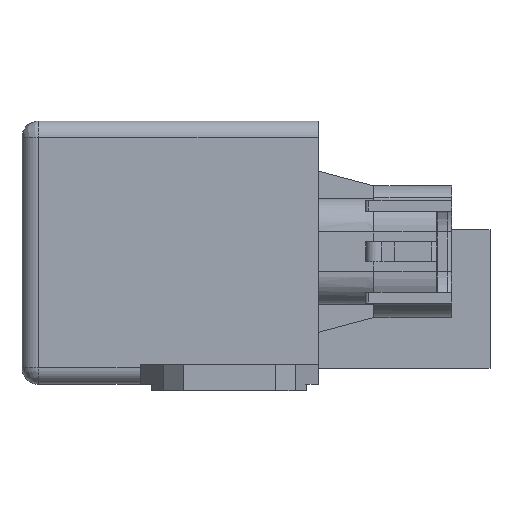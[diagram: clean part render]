
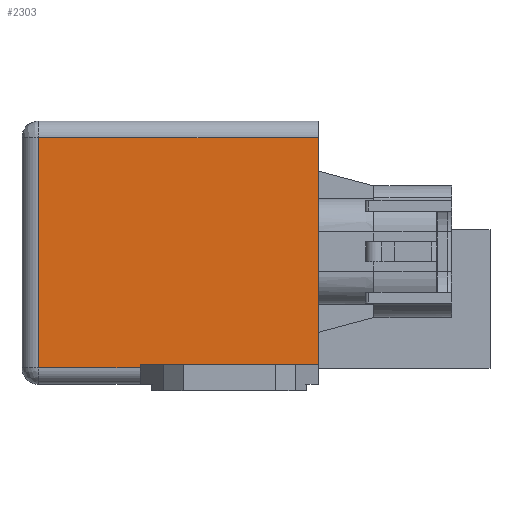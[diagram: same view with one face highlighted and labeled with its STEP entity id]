
A CAD part, left-side view. The second image highlights one B-rep face of the part: STEP entity #2303.
In plain terms, the highlighted free-form (B-spline) face has degree [1, 1] with [2, 2] control points.
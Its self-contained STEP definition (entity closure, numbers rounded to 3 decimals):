
#2303 = ADVANCED_FACE('',(#2304),#2354,.T.);
#2304 = FACE_BOUND('',#2305,.T.);
#2305 = EDGE_LOOP('',(#2306,#2316,#2324,#2332,#2340,#2348));
#2306 = ORIENTED_EDGE('',*,*,#2307,.T.);
#2307 = EDGE_CURVE('',#2308,#2310,#2312,.T.);
#2308 = VERTEX_POINT('',#2309);
#2309 = CARTESIAN_POINT('',(10.15,13.525,5.1));
#2310 = VERTEX_POINT('',#2311);
#2311 = CARTESIAN_POINT('',(10.15,-13.475,5.1));
#2312 = LINE('',#2313,#2314);
#2313 = CARTESIAN_POINT('',(10.15,13.525,5.1));
#2314 = VECTOR('',#2315,1.);
#2315 = DIRECTION('',(0.,-1.,0.));
#2316 = ORIENTED_EDGE('',*,*,#2317,.T.);
#2317 = EDGE_CURVE('',#2310,#2318,#2320,.T.);
#2318 = VERTEX_POINT('',#2319);
#2319 = CARTESIAN_POINT('',(10.15,-13.475,39.5));
#2320 = LINE('',#2321,#2322);
#2321 = CARTESIAN_POINT('',(10.15,-13.475,5.1));
#2322 = VECTOR('',#2323,1.);
#2323 = DIRECTION('',(0.,0.,1.));
#2324 = ORIENTED_EDGE('',*,*,#2325,.T.);
#2325 = EDGE_CURVE('',#2318,#2326,#2328,.T.);
#2326 = VERTEX_POINT('',#2327);
#2327 = CARTESIAN_POINT('',(10.15,28.925,39.5));
#2328 = LINE('',#2329,#2330);
#2329 = CARTESIAN_POINT('',(10.15,-13.475,39.5));
#2330 = VECTOR('',#2331,1.);
#2331 = DIRECTION('',(0.,1.,0.));
#2332 = ORIENTED_EDGE('',*,*,#2333,.T.);
#2333 = EDGE_CURVE('',#2326,#2334,#2336,.T.);
#2334 = VERTEX_POINT('',#2335);
#2335 = CARTESIAN_POINT('',(10.15,28.925,4.6));
#2336 = LINE('',#2337,#2338);
#2337 = CARTESIAN_POINT('',(10.15,28.925,39.5));
#2338 = VECTOR('',#2339,1.);
#2339 = DIRECTION('',(0.,0.,-1.));
#2340 = ORIENTED_EDGE('',*,*,#2341,.T.);
#2341 = EDGE_CURVE('',#2334,#2342,#2344,.T.);
#2342 = VERTEX_POINT('',#2343);
#2343 = CARTESIAN_POINT('',(10.15,13.525,4.6));
#2344 = LINE('',#2345,#2346);
#2345 = CARTESIAN_POINT('',(10.15,28.925,4.6));
#2346 = VECTOR('',#2347,1.);
#2347 = DIRECTION('',(0.,-1.,0.));
#2348 = ORIENTED_EDGE('',*,*,#2349,.T.);
#2349 = EDGE_CURVE('',#2342,#2308,#2350,.T.);
#2350 = LINE('',#2351,#2352);
#2351 = CARTESIAN_POINT('',(10.15,13.525,4.6));
#2352 = VECTOR('',#2353,1.);
#2353 = DIRECTION('',(0.,0.,1.));
#2354 = B_SPLINE_SURFACE_WITH_KNOTS('',1,1,(
    (#2355,#2356)
    ,(#2357,#2358
  )),.UNSPECIFIED.,.F.,.F.,.F.,(2,2),(2,2),(1.652,45.748),(1.802,38.098)
  ,.PIECEWISE_BEZIER_KNOTS.);
#2355 = CARTESIAN_POINT('',(10.15,29.773,3.902));
#2356 = CARTESIAN_POINT('',(10.15,29.773,40.198));
#2357 = CARTESIAN_POINT('',(10.15,-14.323,3.902));
#2358 = CARTESIAN_POINT('',(10.15,-14.323,40.198));
